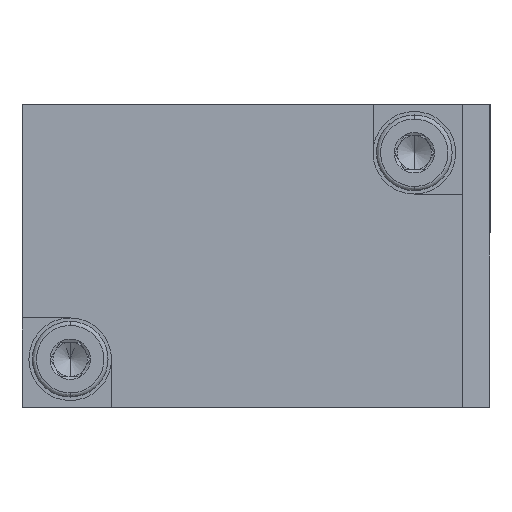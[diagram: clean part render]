
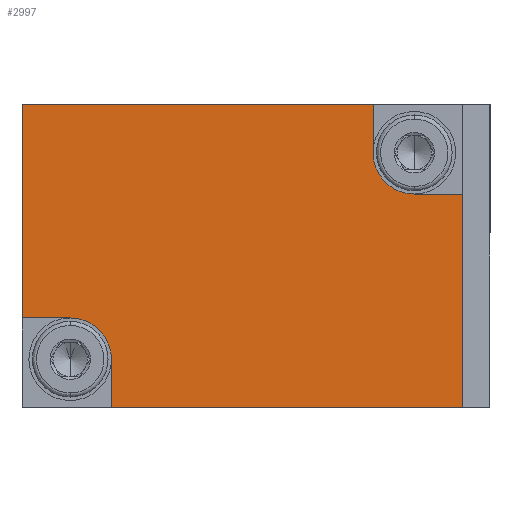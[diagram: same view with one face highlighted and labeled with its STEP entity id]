
A CAD part, front view. The second image highlights one B-rep face of the part: STEP entity #2997.
In plain terms, the highlighted planar face has unit normal (0, -1, 0).
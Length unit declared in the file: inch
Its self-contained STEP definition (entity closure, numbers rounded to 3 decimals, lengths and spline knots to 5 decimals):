
#78 = LINE ( 'NONE', #7651, #7643 ) ;
#213 = EDGE_CURVE ( 'NONE', #307, #596, #2795, .T. ) ;
#307 = VERTEX_POINT ( 'NONE', #7328 ) ;
#355 = CARTESIAN_POINT ( 'NONE',  ( -0.62992, 0., 0.86614 ) ) ;
#448 = CARTESIAN_POINT ( 'NONE',  ( 0.62992, 0., 0.86614 ) ) ;
#472 = CARTESIAN_POINT ( 'NONE',  ( -0.49213, 0., 0.25591 ) ) ;
#549 = VERTEX_POINT ( 'NONE', #775 ) ;
#596 = VERTEX_POINT ( 'NONE', #4081 ) ;
#716 = ORIENTED_EDGE ( 'NONE', *, *, #7548, .F. ) ;
#753 = DIRECTION ( 'NONE',  ( 0., 0., 1. ) ) ;
#775 = CARTESIAN_POINT ( 'NONE',  ( -0.37402, 0., 0. ) ) ;
#790 = DIRECTION ( 'NONE',  ( 0., 0., 1. ) ) ;
#882 = DIRECTION ( 'NONE',  ( 0., 0., -1. ) ) ;
#892 = LINE ( 'NONE', #6624, #5403 ) ;
#988 = ORIENTED_EDGE ( 'NONE', *, *, #213, .F. ) ;
#1131 = DIRECTION ( 'NONE',  ( 0., 0., 1. ) ) ;
#1190 = VERTEX_POINT ( 'NONE', #2324 ) ;
#1420 = ORIENTED_EDGE ( 'NONE', *, *, #2990, .T. ) ;
#1516 = LINE ( 'NONE', #2300, #2020 ) ;
#1698 = ORIENTED_EDGE ( 'NONE', *, *, #2828, .F. ) ;
#2020 = VECTOR ( 'NONE', #7901, 39.37008 ) ;
#2217 = VERTEX_POINT ( 'NONE', #472 ) ;
#2300 = CARTESIAN_POINT ( 'NONE',  ( -0.62992, 0., 0.25591 ) ) ;
#2324 = CARTESIAN_POINT ( 'NONE',  ( 0.62992, 0., 0.61024 ) ) ;
#2345 = ORIENTED_EDGE ( 'NONE', *, *, #3185, .T. ) ;
#2346 = PLANE ( 'NONE',  #6004 ) ;
#2506 = DIRECTION ( 'NONE',  ( 0., 1., 0. ) ) ;
#2644 = CARTESIAN_POINT ( 'NONE',  ( 0.49213, 0., 0.72835 ) ) ;
#2660 = ORIENTED_EDGE ( 'NONE', *, *, #6128, .F. ) ;
#2758 = ORIENTED_EDGE ( 'NONE', *, *, #7862, .T. ) ;
#2791 = DIRECTION ( 'NONE',  ( 0., 0., 1. ) ) ;
#2795 = CIRCLE ( 'NONE', #7566, 0.11811 ) ;
#2819 = VECTOR ( 'NONE', #4080, 39.37008 ) ;
#2828 = EDGE_CURVE ( 'NONE', #2217, #6022, #1516, .T. ) ;
#2921 = CARTESIAN_POINT ( 'NONE',  ( -0.37402, 0., 0. ) ) ;
#2968 = LINE ( 'NONE', #3627, #6446 ) ;
#2990 = EDGE_CURVE ( 'NONE', #6092, #1190, #6152, .T. ) ;
#2997 = ADVANCED_FACE ( 'NONE', ( #8187 ), #2346, .F. ) ;
#3185 = EDGE_CURVE ( 'NONE', #549, #6092, #5361, .T. ) ;
#3206 = CARTESIAN_POINT ( 'NONE',  ( -0.37402, 0., 0.1378 ) ) ;
#3374 = CARTESIAN_POINT ( 'NONE',  ( 0.62992, 0., 0. ) ) ;
#3394 = CARTESIAN_POINT ( 'NONE',  ( 0.37402, 0., 0.86614 ) ) ;
#3627 = CARTESIAN_POINT ( 'NONE',  ( -0.62992, 0., 0.86614 ) ) ;
#3682 = VECTOR ( 'NONE', #882, 39.37008 ) ;
#3798 = ORIENTED_EDGE ( 'NONE', *, *, #7260, .F. ) ;
#3871 = DIRECTION ( 'NONE',  ( 0., 0., -1. ) ) ;
#3964 = CARTESIAN_POINT ( 'NONE',  ( -0.49213, 0., 0.1378 ) ) ;
#4080 = DIRECTION ( 'NONE',  ( 1., 0., 0. ) ) ;
#4081 = CARTESIAN_POINT ( 'NONE',  ( 0.49213, 0., 0.61024 ) ) ;
#4194 = VECTOR ( 'NONE', #2791, 39.37008 ) ;
#4346 = CIRCLE ( 'NONE', #4747, 0.11811 ) ;
#4389 = ORIENTED_EDGE ( 'NONE', *, *, #7831, .F. ) ;
#4629 = CARTESIAN_POINT ( 'NONE',  ( -0.62992, 0., 0. ) ) ;
#4747 = AXIS2_PLACEMENT_3D ( 'NONE', #3964, #5250, #790 ) ;
#5250 = DIRECTION ( 'NONE',  ( 0., -1., 0. ) ) ;
#5326 = LINE ( 'NONE', #2921, #4194 ) ;
#5361 = LINE ( 'NONE', #5901, #2819 ) ;
#5403 = VECTOR ( 'NONE', #5965, 39.37008 ) ;
#5443 = EDGE_LOOP ( 'NONE', ( #988, #3798, #6059, #2758, #1698, #4389, #2660, #2345, #1420, #716 ) ) ;
#5537 = CARTESIAN_POINT ( 'NONE',  ( 0.62992, 0., 0. ) ) ;
#5560 = VERTEX_POINT ( 'NONE', #355 ) ;
#5629 = CARTESIAN_POINT ( 'NONE',  ( -0.62992, 0., 0.25591 ) ) ;
#5878 = VERTEX_POINT ( 'NONE', #3394 ) ;
#5901 = CARTESIAN_POINT ( 'NONE',  ( 0.62992, 0., 0. ) ) ;
#5965 = DIRECTION ( 'NONE',  ( 1., 0., 0. ) ) ;
#6004 = AXIS2_PLACEMENT_3D ( 'NONE', #5537, #2506, #8061 ) ;
#6022 = VERTEX_POINT ( 'NONE', #5629 ) ;
#6059 = ORIENTED_EDGE ( 'NONE', *, *, #7023, .T. ) ;
#6092 = VERTEX_POINT ( 'NONE', #3374 ) ;
#6128 = EDGE_CURVE ( 'NONE', #549, #7226, #5326, .T. ) ;
#6152 = LINE ( 'NONE', #448, #6660 ) ;
#6446 = VECTOR ( 'NONE', #8191, 39.37008 ) ;
#6451 = DIRECTION ( 'NONE',  ( 0., -1., 0. ) ) ;
#6624 = CARTESIAN_POINT ( 'NONE',  ( 0.62992, 0., 0.61024 ) ) ;
#6660 = VECTOR ( 'NONE', #1131, 39.37008 ) ;
#7023 = EDGE_CURVE ( 'NONE', #5878, #5560, #2968, .T. ) ;
#7226 = VERTEX_POINT ( 'NONE', #3206 ) ;
#7260 = EDGE_CURVE ( 'NONE', #5878, #307, #78, .T. ) ;
#7328 = CARTESIAN_POINT ( 'NONE',  ( 0.37402, 0., 0.72835 ) ) ;
#7548 = EDGE_CURVE ( 'NONE', #596, #1190, #892, .T. ) ;
#7566 = AXIS2_PLACEMENT_3D ( 'NONE', #2644, #6451, #753 ) ;
#7643 = VECTOR ( 'NONE', #3871, 39.37008 ) ;
#7651 = CARTESIAN_POINT ( 'NONE',  ( 0.37402, 0., 0. ) ) ;
#7740 = LINE ( 'NONE', #4629, #3682 ) ;
#7831 = EDGE_CURVE ( 'NONE', #7226, #2217, #4346, .T. ) ;
#7862 = EDGE_CURVE ( 'NONE', #5560, #6022, #7740, .T. ) ;
#7901 = DIRECTION ( 'NONE',  ( -1., 0., 0. ) ) ;
#8061 = DIRECTION ( 'NONE',  ( 0., 0., -1. ) ) ;
#8187 = FACE_OUTER_BOUND ( 'NONE', #5443, .T. ) ;
#8191 = DIRECTION ( 'NONE',  ( -1., 0., 0. ) ) ;
